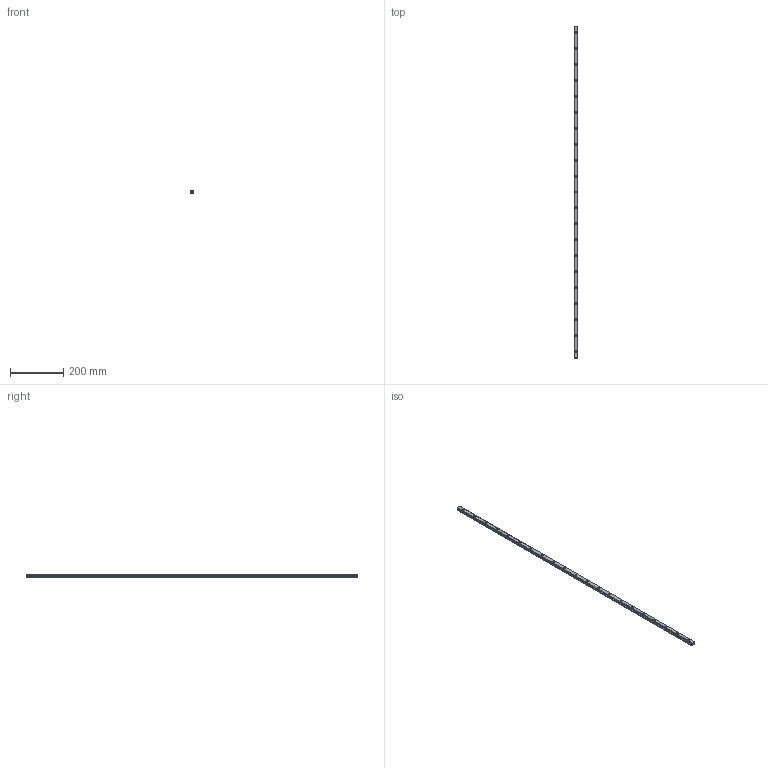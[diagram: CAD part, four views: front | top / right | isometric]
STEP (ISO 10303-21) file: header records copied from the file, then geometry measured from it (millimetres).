
FILE_DESCRIPTION(('STEP AP214'),'1');
FILE_NAME('cctmp_F2940315-21FB-4287-A377-92698411BFF8_2021_02_03_11_00_22_0590..stp','2021-02-03T10:00:22',('HIWIN GmbH'),('CADClick - www.CADClick.com'),'Spatial InterOp 3D',' ','unknown authorization');
FILE_SCHEMA(('AUTOMOTIVE_DESIGN'));
Length unit declared in the file: millimetre
Products named in the file (1): EGR15U1250C_FILE
Bounding box: 15 x 1250 x 12.5 mm (x, y, z)
Volume: 199072.5 mm3; surface area: 76354.6 mm2
Topology: 1 solids, 1 shells, 313 faces, 795 edges, 530 vertices
Faces by surface type: plane 169, cylinder 144
Entity records: 12129 total; most frequent: DIRECTION 1795, CARTESIAN_POINT 1639, ORIENTED_EDGE 1590, EDGE_CURVE 795, AXIS2_PLACEMENT_3D 686, VERTEX_POINT 530, LINE 423, VECTOR 423
